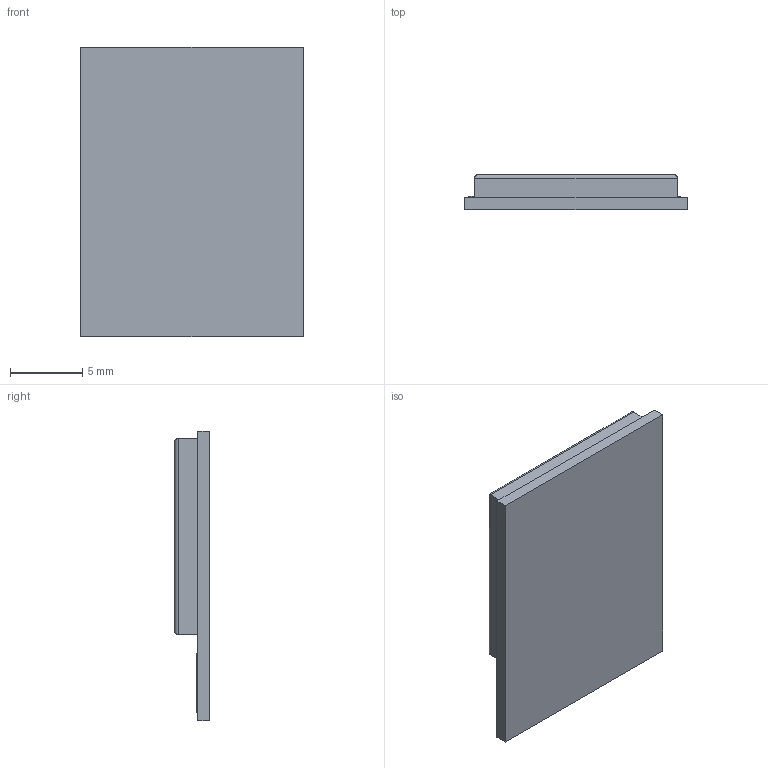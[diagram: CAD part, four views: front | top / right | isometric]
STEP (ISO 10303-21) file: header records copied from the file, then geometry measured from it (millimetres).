
FILE_DESCRIPTION(/* description */ (''),/* implementation_level */ '2;1');
FILE_NAME(/* name */ 'esp32-s2-mini-1.step',/* time_stamp */ '2020-10-20T13:12:10+02:00',/* author */ (''),/* organization */ (''),/* preprocessor_version */ 'ST-DEVELOPER v18.1',/* originating_system */ 'Autodesk Translation Framework v9.3.0.1241',/* authorisation */ '');
FILE_SCHEMA (('AUTOMOTIVE_DESIGN { 1 0 10303 214 3 1 1 }'));
Length unit declared in the file: millimetre
Products named in the file (1): (Unsaved)
Bounding box: 15.4 x 2.4 x 20 mm (x, y, z)
Volume: 550.9 mm3; surface area: 761.5 mm2
Topology: 1 solids, 1 shells, 44 faces, 116 edges, 76 vertices
Faces by surface type: plane 40, cylinder 4
Entity records: 1393 total; most frequent: CARTESIAN_POINT 237, ORIENTED_EDGE 232, DIRECTION 210, EDGE_CURVE 116, LINE 112, VECTOR 112, VERTEX_POINT 76, AXIS2_PLACEMENT_3D 49
